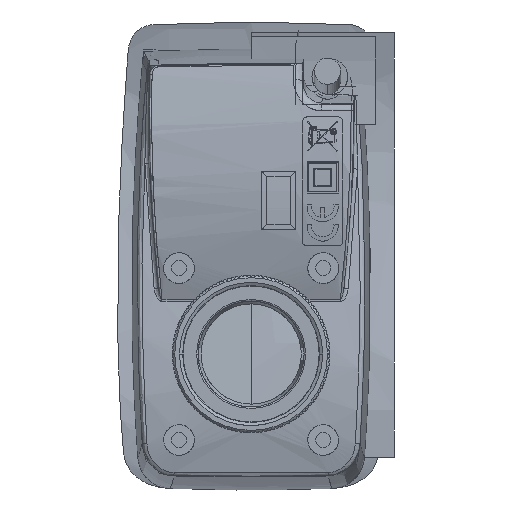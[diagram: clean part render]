
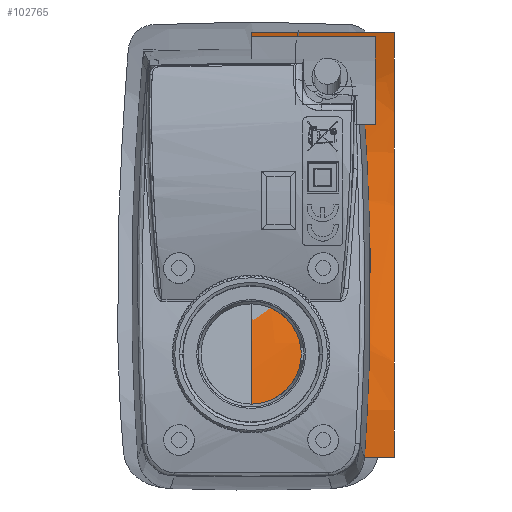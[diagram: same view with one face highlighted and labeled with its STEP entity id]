
A CAD part, front view. The second image highlights one B-rep face of the part: STEP entity #102765.
In plain terms, the highlighted face is a extrusion surface.
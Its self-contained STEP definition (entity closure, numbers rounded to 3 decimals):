
#102678=CARTESIAN_POINT('',(0.,31.175,67.322));
#102679=CARTESIAN_POINT('',(0.,31.855,65.311));
#102680=CARTESIAN_POINT('',(0.,32.559,62.801));
#102681=CARTESIAN_POINT('',(0.,33.288,59.319));
#102682=CARTESIAN_POINT('',(0.,33.892,55.776));
#102683=CARTESIAN_POINT('',(0.,34.287,51.382));
#102684=CARTESIAN_POINT('',(0.,34.309,46.469));
#102685=CARTESIAN_POINT('',(0.,34.046,42.071));
#102686=CARTESIAN_POINT('',(0.,33.45,37.171));
#102687=CARTESIAN_POINT('',(0.,32.171,29.953));
#102688=CARTESIAN_POINT('',(0.,30.012,21.085));
#102689=CARTESIAN_POINT('',(0.,27.408,11.232));
#102690=CARTESIAN_POINT('',(0.,25.418,2.746));
#102691=CARTESIAN_POINT('',(0.,24.156,-4.368));
#102692=CARTESIAN_POINT('',(0.,23.491,-10.46));
#102693=CARTESIAN_POINT('',(0.,23.302,-16.028));
#102694=CARTESIAN_POINT('',(0.,23.513,-19.721));
#102695=CARTESIAN_POINT('',(0.,23.733,-21.607));
#102696=CARTESIAN_POINT('',(0.,23.742,-21.686));
#102698=DIRECTION('',(1.,0.,0.));
#102699=VECTOR('',#102698,30.);
#102700=CARTESIAN_POINT('',(0.,23.742,-21.686));
#102701=LINE('',#102700,#102699);
#102702=CARTESIAN_POINT('',(30.,23.742,-21.686));
#102703=CARTESIAN_POINT('',(30.,23.733,-21.607));
#102704=CARTESIAN_POINT('',(30.,23.513,-19.721));
#102705=CARTESIAN_POINT('',(30.,23.302,-16.028));
#102706=CARTESIAN_POINT('',(30.,23.491,-10.46));
#102707=CARTESIAN_POINT('',(30.,24.156,-4.368));
#102708=CARTESIAN_POINT('',(30.,25.418,2.746));
#102709=CARTESIAN_POINT('',(30.,27.408,11.232));
#102710=CARTESIAN_POINT('',(30.,30.012,21.085));
#102711=CARTESIAN_POINT('',(30.,32.171,29.953));
#102712=CARTESIAN_POINT('',(30.,33.45,37.171));
#102713=CARTESIAN_POINT('',(30.,34.046,42.071));
#102714=CARTESIAN_POINT('',(30.,34.309,46.469));
#102715=CARTESIAN_POINT('',(30.,34.287,51.382));
#102716=CARTESIAN_POINT('',(30.,33.892,55.776));
#102717=CARTESIAN_POINT('',(30.,33.288,59.319));
#102718=CARTESIAN_POINT('',(30.,32.559,62.801));
#102719=CARTESIAN_POINT('',(30.,31.855,65.311));
#102720=CARTESIAN_POINT('',(30.,31.175,67.322));
#102722=DIRECTION('',(-1.,0.,0.));
#102723=VECTOR('',#102722,30.);
#102724=CARTESIAN_POINT('',(30.,31.175,67.322));
#102725=LINE('',#102724,#102723);
#102726=VERTEX_POINT('',#102696);
#102727=VERTEX_POINT('',#102678);
#102728=VERTEX_POINT('',#102702);
#102729=VERTEX_POINT('',#102720);
#102730=CARTESIAN_POINT('',(0.,23.857,-22.583));
#102731=CARTESIAN_POINT('',(0.,23.816,-22.285));
#102732=CARTESIAN_POINT('',(0.,23.767,-21.906));
#102733=CARTESIAN_POINT('',(0.,23.513,-19.721));
#102734=CARTESIAN_POINT('',(0.,23.302,-16.028));
#102735=CARTESIAN_POINT('',(0.,23.491,-10.46));
#102736=CARTESIAN_POINT('',(0.,24.156,-4.368));
#102737=CARTESIAN_POINT('',(0.,25.418,2.746));
#102738=CARTESIAN_POINT('',(0.,27.408,11.232));
#102739=CARTESIAN_POINT('',(0.,30.012,21.085));
#102740=CARTESIAN_POINT('',(0.,32.171,29.953));
#102741=CARTESIAN_POINT('',(0.,33.45,37.171));
#102742=CARTESIAN_POINT('',(0.,34.046,42.071));
#102743=CARTESIAN_POINT('',(0.,34.309,46.469));
#102744=CARTESIAN_POINT('',(0.,34.287,51.382));
#102745=CARTESIAN_POINT('',(0.,33.892,55.776));
#102746=CARTESIAN_POINT('',(0.,33.288,59.319));
#102747=CARTESIAN_POINT('',(0.,32.559,62.801));
#102748=CARTESIAN_POINT('',(0.,31.773,65.602));
#102749=CARTESIAN_POINT('',(0.,30.98,67.892));
#102750=CARTESIAN_POINT('',(0.,30.879,68.176));
#102752=DIRECTION('',(1.,0.,0.));
#102753=VECTOR('',#102752,1.);
#102754=SURFACE_OF_LINEAR_EXTRUSION('',#102751,#102753);
#102756=ORIENTED_EDGE('',*,*,#102755,.T.);
#102758=ORIENTED_EDGE('',*,*,#102757,.T.);
#102760=ORIENTED_EDGE('',*,*,#102759,.T.);
#102762=ORIENTED_EDGE('',*,*,#102761,.T.);
#102763=EDGE_LOOP('',(#102756,#102758,#102760,#102762));
#102764=FACE_OUTER_BOUND('',#102763,.F.);
#102765=ADVANCED_FACE('',(#102764),#102754,.T.);
#102697=B_SPLINE_CURVE_WITH_KNOTS('',3,(#102678,#102679,#102680,#102681,#102682,
#102683,#102684,#102685,#102686,#102687,#102688,#102689,#102690,#102691,#102692,
#102693,#102694,#102695,#102696),.UNSPECIFIED.,.F.,.F.,(4,1,1,1,1,1,1,1,1,1,1,1,
1,1,1,1,4),(0.,0.07,0.086,0.118,
0.19,0.232,0.281,0.336,
0.396,0.524,0.638,0.734,
0.813,0.878,0.937,0.997,1.),
.UNSPECIFIED.);
#102721=B_SPLINE_CURVE_WITH_KNOTS('',3,(#102702,#102703,#102704,#102705,#102706,
#102707,#102708,#102709,#102710,#102711,#102712,#102713,#102714,#102715,#102716,
#102717,#102718,#102719,#102720),.UNSPECIFIED.,.F.,.F.,(4,1,1,1,1,1,1,1,1,1,1,1,
1,1,1,1,4),(0.,0.003,0.063,0.122,
0.187,0.266,0.362,0.476,
0.604,0.664,0.719,0.768,
0.81,0.882,0.914,0.93,1.),
.UNSPECIFIED.);
#102751=B_SPLINE_CURVE_WITH_KNOTS('',3,(#102730,#102731,#102732,#102733,#102734,
#102735,#102736,#102737,#102738,#102739,#102740,#102741,#102742,#102743,#102744,
#102745,#102746,#102747,#102748,#102749,#102750),.UNSPECIFIED.,.F.,.F.,(4,1,1,1,
1,1,1,1,1,1,1,1,1,1,1,1,1,1,4),(0.,0.01,0.012,
0.072,0.13,0.193,0.271,
0.365,0.477,0.602,0.661,
0.715,0.762,0.804,0.875,
0.906,0.921,0.99,1.),.UNSPECIFIED.);
#102755=EDGE_CURVE('',#102727,#102726,#102697,.T.);
#102757=EDGE_CURVE('',#102726,#102728,#102701,.T.);
#102759=EDGE_CURVE('',#102728,#102729,#102721,.T.);
#102761=EDGE_CURVE('',#102729,#102727,#102725,.T.);
